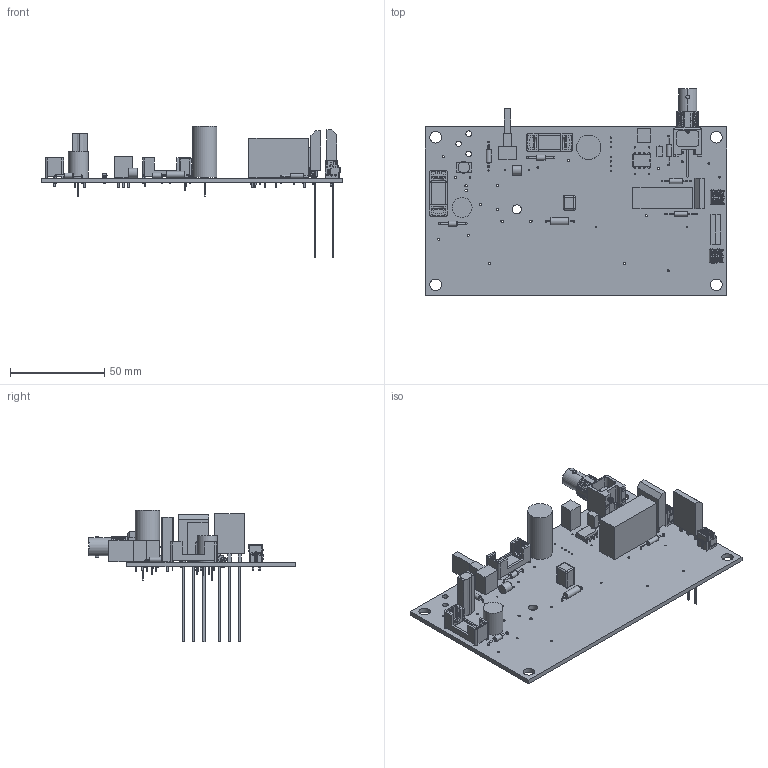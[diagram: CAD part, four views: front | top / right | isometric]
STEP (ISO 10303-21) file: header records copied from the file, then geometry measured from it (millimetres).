
FILE_DESCRIPTION(('Open CASCADE Model'),'2;1');
FILE_NAME('Open CASCADE Shape Model','2022-02-20T15:00:56',('Author'),( 'Open CASCADE'),'Open CASCADE STEP processor 6.8','Open CASCADE 6.8' ,'Unknown');
FILE_SCHEMA(('AUTOMOTIVE_DESIGN { 1 0 10303 214 1 1 1 1 }'));
Length unit declared in the file: millimetre
Products named in the file (84): PCB; Board; Open CASCADE STEP translator 6.8 1.1.1; C11; C331C222KHR5HA; C14; 6084355808; Body; Leads; R7; 5931608736; SimpleBody; Sweep1; Sweep2; D3; 6084360688; PinsArray; R4; YAG_MF25_YAG; R3; R2; 6084356208; C5; 6084348048; TB2; 6084352928; SW1; 6084354608; J3; 031-5640; F2; 5821901888; F1; 6084357328; C8; 6084351888; VR1; 6084358608; U1; 6084345968 ...
Assembly tree (87 placements, depth 4):
  PCB
    Board
      Open CASCADE STEP translator 6.8 1.1.1
    C11
      C331C222KHR5HA
    C14
      6084355808
        Body
        Leads
    R7
      5931608736
        SimpleBody
        Sweep1
        Sweep2
    D3
      6084360688
        Body
        PinsArray
    R4
      YAG_MF25_YAG
    R3
      YAG_MF25_YAG
    R2
      6084356208
        SimpleBody
        Sweep1
        Sweep2
    C5
      6084348048
        Body
        Leads
    TB2
      6084352928
    SW1
      6084354608
        Body
        Leads  x2
    J3
      031-5640
    F2
      5821901888
    F1
      6084357328
    C8
      6084351888
        Body
        Leads  x2
    VR1
      6084358608
        Body
        Leads
    U1
      6084345968
        Body
        PinsArrayLR
    TB1
      6084352928
    R5
      YAG_HHV50_YAG
    Q1
Bounding box: 159.77 x 109.35 x 69.75 mm (x, y, z)
Volume: 58137.7 mm3; surface area: 51256.3 mm2
Topology: 85 solids, 103 shells, 2351 faces, 6497 edges, 4367 vertices
Faces by surface type: plane 1644, cylinder 519, bspline 95, cone 48, sphere 20, torus 19, revolution 6
Full cylindrical faces by diameter (mm): 0.51 x2, 0.55 x4, 0.6 x4, 0.636 x7, 0.65 x4, 0.69 x4, 0.7 x10, 0.71 x2, 0.75 x2, 0.77 x8, 0.8 x6, 0.85 x8, 0.86 x8, 0.89 x4, 0.9 x7, 0.95 x2, 1 x2, 1.05 x4, 1.06 x11, 1.09 x2, 1.1 x3, 1.2 x6, 1.22 x2, 1.32 x9, 1.81 x3, 1.86 x2, 2 x2, 2.49 x1, 2.5 x1, 2.616 x2
Entity records: 65607 total; most frequent: CARTESIAN_POINT 16402, ORIENTED_EDGE 9167, DIRECTION 8717, EDGE_CURVE 4755, LINE 3517, VECTOR 3517, VERTEX_POINT 3215, AXIS2_PLACEMENT_3D 2597
